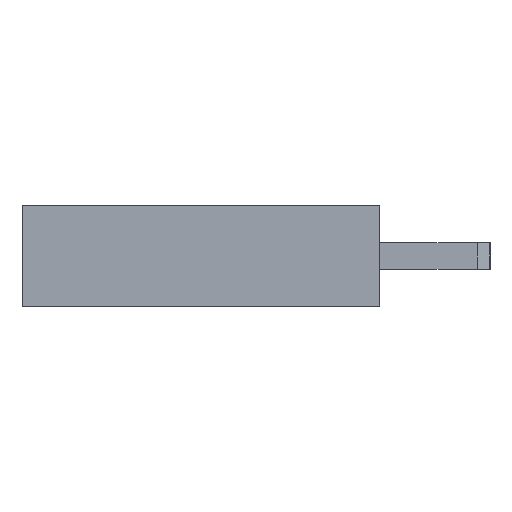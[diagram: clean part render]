
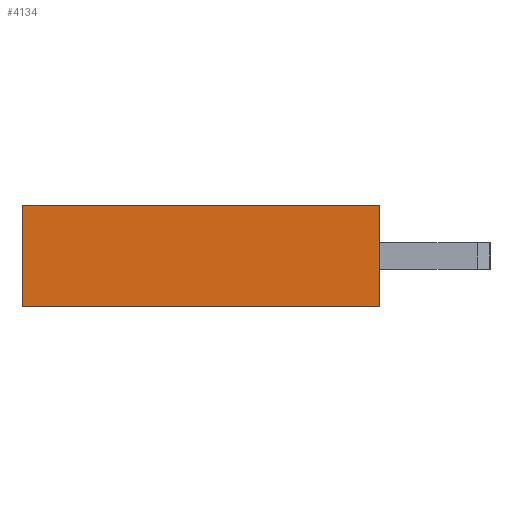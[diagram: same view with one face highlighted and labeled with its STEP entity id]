
A CAD part, left-side view. The second image highlights one B-rep face of the part: STEP entity #4134.
In plain terms, the highlighted planar face has unit normal (-1, 0, 0).
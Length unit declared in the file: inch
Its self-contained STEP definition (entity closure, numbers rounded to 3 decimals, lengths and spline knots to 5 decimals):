
#379=ORIENTED_EDGE('',*,*,#1456,.T.);
#380=ORIENTED_EDGE('',*,*,#1263,.F.);
#381=ORIENTED_EDGE('',*,*,#1481,.F.);
#382=ORIENTED_EDGE('',*,*,#1255,.T.);
#1255=EDGE_CURVE('',#1844,#1843,#2235,.T.);
#1263=EDGE_CURVE('',#1851,#1852,#2243,.T.);
#1456=EDGE_CURVE('',#1843,#1852,#2436,.T.);
#1481=EDGE_CURVE('',#1844,#1851,#2461,.T.);
#1843=VERTEX_POINT('',#5639);
#1844=VERTEX_POINT('',#5641);
#1851=VERTEX_POINT('',#5656);
#1852=VERTEX_POINT('',#5658);
#2235=LINE('',#5640,#2823);
#2243=LINE('',#5657,#2831);
#2436=LINE('',#6042,#3024);
#2461=LINE('',#6080,#3049);
#2823=VECTOR('',#4575,39.37008);
#2831=VECTOR('',#4585,39.37008);
#3024=VECTOR('',#4876,39.37008);
#3049=VECTOR('',#4927,39.37008);
#3426=EDGE_LOOP('',(#379,#380,#381,#382));
#3674=FACE_BOUND('',#3426,.T.);
#3922=PLANE('',#4372);
#4134=ADVANCED_FACE('',(#3674),#3922,.F.);
#4372=AXIS2_PLACEMENT_3D('',#6079,#4925,#4926);
#4575=DIRECTION('',(0.,-1.,0.));
#4585=DIRECTION('',(0.,-1.,0.));
#4876=DIRECTION('',(0.,0.,1.));
#4925=DIRECTION('',(1.,0.,0.));
#4926=DIRECTION('',(0.,0.,-1.));
#4927=DIRECTION('',(0.,0.,1.));
#5639=CARTESIAN_POINT('',(-0.61,0.,-0.0475));
#5640=CARTESIAN_POINT('',(-0.61,0.335,-0.0475));
#5641=CARTESIAN_POINT('',(-0.61,0.335,-0.0475));
#5656=CARTESIAN_POINT('',(-0.61,0.335,0.0475));
#5657=CARTESIAN_POINT('',(-0.61,0.335,0.0475));
#5658=CARTESIAN_POINT('',(-0.61,0.,0.0475));
#6042=CARTESIAN_POINT('',(-0.61,0.,-0.0475));
#6079=CARTESIAN_POINT('',(-0.61,0.335,-0.0475));
#6080=CARTESIAN_POINT('',(-0.61,0.335,-0.0475));
